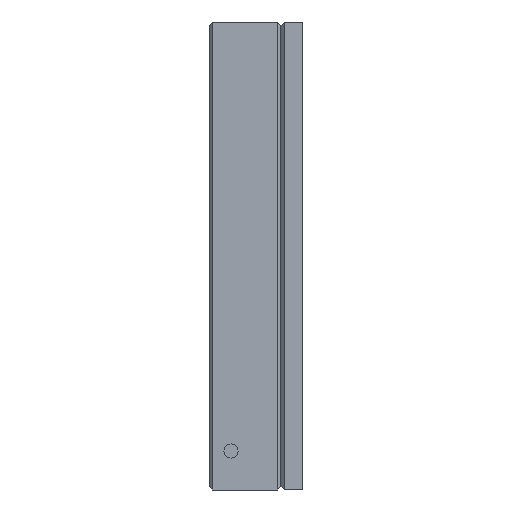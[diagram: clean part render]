
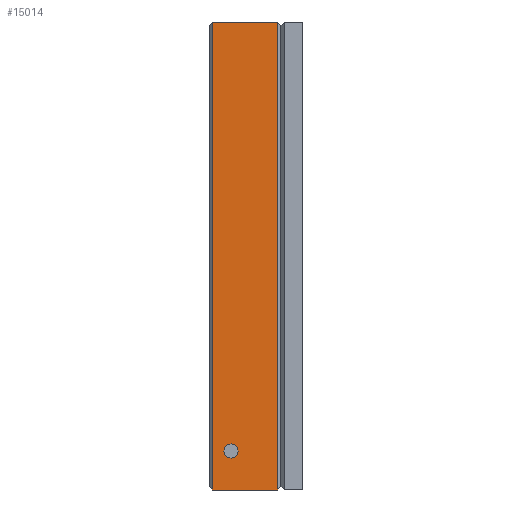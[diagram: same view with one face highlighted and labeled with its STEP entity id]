
A CAD part, left-side view. The second image highlights one B-rep face of the part: STEP entity #15014.
In plain terms, the highlighted planar face has unit normal (-1, 0, 0).
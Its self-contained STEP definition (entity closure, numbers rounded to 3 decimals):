
#1012 = VECTOR ( 'NONE', #24908, 1000. ) ;
#1855 = FACE_OUTER_BOUND ( 'NONE', #42857, .T. ) ;
#2702 = ORIENTED_EDGE ( 'NONE', *, *, #40299, .F. ) ;
#4716 = DIRECTION ( 'NONE',  ( 0., 0., -1. ) ) ;
#7733 = AXIS2_PLACEMENT_3D ( 'NONE', #92244, #48478, #4716 ) ;
#8735 = CIRCLE ( 'NONE', #26212, 1.13 ) ;
#12562 = VERTEX_POINT ( 'NONE', #93248 ) ;
#15014 = ADVANCED_FACE ( 'NONE', ( #38389, #1855 ), #77540, .F. ) ;
#15745 = EDGE_CURVE ( 'NONE', #91479, #28283, #31543, .T. ) ;
#20059 = CARTESIAN_POINT ( 'NONE',  ( -35.024, 21.246, 43.75 ) ) ;
#20734 = LINE ( 'NONE', #24003, #93921 ) ;
#21228 = CARTESIAN_POINT ( 'NONE',  ( -35.024, 24.246, 37.5 ) ) ;
#21800 = DIRECTION ( 'NONE',  ( -1., 0., 0. ) ) ;
#23501 = VERTEX_POINT ( 'NONE', #31828 ) ;
#23862 = ORIENTED_EDGE ( 'NONE', *, *, #27263, .F. ) ;
#24003 = CARTESIAN_POINT ( 'NONE',  ( -35.024, 24.246, 37.5 ) ) ;
#24750 = CARTESIAN_POINT ( 'NONE',  ( -35.024, 21.246, 44.88 ) ) ;
#24908 = DIRECTION ( 'NONE',  ( 0., -1., 0. ) ) ;
#26212 = AXIS2_PLACEMENT_3D ( 'NONE', #65640, #21800, #72967 ) ;
#27263 = EDGE_CURVE ( 'NONE', #12562, #82586, #8735, .T. ) ;
#27416 = DIRECTION ( 'NONE',  ( 0., 0., 1. ) ) ;
#27679 = ORIENTED_EDGE ( 'NONE', *, *, #15745, .T. ) ;
#28283 = VERTEX_POINT ( 'NONE', #91919 ) ;
#28425 = AXIS2_PLACEMENT_3D ( 'NONE', #20059, #71253, #27416 ) ;
#31507 = ORIENTED_EDGE ( 'NONE', *, *, #85394, .T. ) ;
#31543 = LINE ( 'NONE', #49337, #48705 ) ;
#31828 = CARTESIAN_POINT ( 'NONE',  ( -35.024, 24.246, 112.5 ) ) ;
#34287 = EDGE_CURVE ( 'NONE', #82586, #12562, #42887, .T. ) ;
#36970 = EDGE_CURVE ( 'NONE', #23501, #51753, #20734, .T. ) ;
#38389 = FACE_BOUND ( 'NONE', #81095, .T. ) ;
#38716 = DIRECTION ( 'NONE',  ( 0., 0., -1. ) ) ;
#39843 = LINE ( 'NONE', #76031, #1012 ) ;
#40299 = EDGE_CURVE ( 'NONE', #23501, #28283, #65692, .T. ) ;
#42169 = CARTESIAN_POINT ( 'NONE',  ( -35.024, 13.746, 37.5 ) ) ;
#42223 = ORIENTED_EDGE ( 'NONE', *, *, #34287, .F. ) ;
#42857 = EDGE_LOOP ( 'NONE', ( #2702, #82460, #31507, #27679 ) ) ;
#42887 = CIRCLE ( 'NONE', #28425, 1.13 ) ;
#46180 = VECTOR ( 'NONE', #82682, 1000. ) ;
#48478 = DIRECTION ( 'NONE',  ( 1., 0., 0. ) ) ;
#48705 = VECTOR ( 'NONE', #85754, 1000. ) ;
#49337 = CARTESIAN_POINT ( 'NONE',  ( -35.024, 13.746, 37.5 ) ) ;
#51753 = VERTEX_POINT ( 'NONE', #21228 ) ;
#65640 = CARTESIAN_POINT ( 'NONE',  ( -35.024, 21.246, 43.75 ) ) ;
#65692 = LINE ( 'NONE', #82371, #46180 ) ;
#71253 = DIRECTION ( 'NONE',  ( -1., 0., 0. ) ) ;
#72967 = DIRECTION ( 'NONE',  ( 0., 0., 1. ) ) ;
#76031 = CARTESIAN_POINT ( 'NONE',  ( -35.024, 24.746, 37.5 ) ) ;
#77540 = PLANE ( 'NONE',  #7733 ) ;
#81095 = EDGE_LOOP ( 'NONE', ( #42223, #23862 ) ) ;
#82371 = CARTESIAN_POINT ( 'NONE',  ( -35.024, 24.746, 112.5 ) ) ;
#82460 = ORIENTED_EDGE ( 'NONE', *, *, #36970, .T. ) ;
#82586 = VERTEX_POINT ( 'NONE', #24750 ) ;
#82682 = DIRECTION ( 'NONE',  ( 0., -1., 0. ) ) ;
#85394 = EDGE_CURVE ( 'NONE', #51753, #91479, #39843, .T. ) ;
#85754 = DIRECTION ( 'NONE',  ( 0., 0., 1. ) ) ;
#91479 = VERTEX_POINT ( 'NONE', #42169 ) ;
#91919 = CARTESIAN_POINT ( 'NONE',  ( -35.024, 13.746, 112.5 ) ) ;
#92244 = CARTESIAN_POINT ( 'NONE',  ( -35.024, 24.746, 37.5 ) ) ;
#93248 = CARTESIAN_POINT ( 'NONE',  ( -35.024, 21.246, 42.62 ) ) ;
#93921 = VECTOR ( 'NONE', #38716, 1000. ) ;
